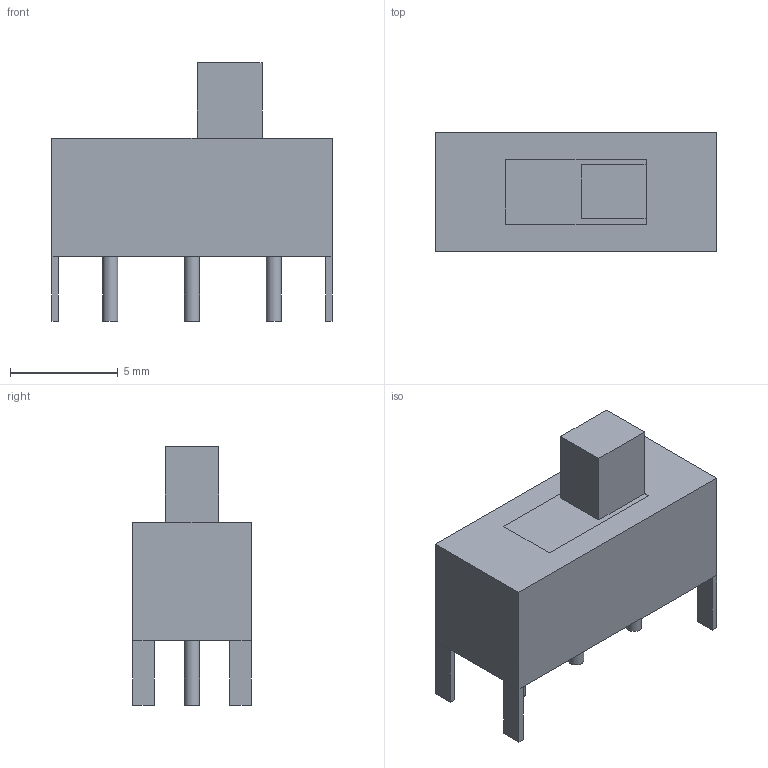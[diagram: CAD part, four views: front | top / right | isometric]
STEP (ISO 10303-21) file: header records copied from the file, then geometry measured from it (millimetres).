
FILE_DESCRIPTION(('FreeCAD Model'),'2;1');
FILE_NAME('pd9-2.step','2019-04-12T12:57:34',('Author'),(''), 'Open CASCADE STEP processor 7.3','FreeCAD','Unknown');
FILE_SCHEMA(('AUTOMOTIVE_DESIGN_CC2 { 1 2 10303 214 -1 1 5 4 }'));
Length unit declared in the file: millimetre
Products named in the file (3): Part; Body; Body001
Assembly tree (2 placements, depth 2):
  Part
    Body
    Body001
Bounding box: 13 x 5.5 x 12 mm (x, y, z)
Volume: 426.6 mm3; surface area: 513 mm2
Topology: 2 solids, 2 shells, 48 faces, 106 edges, 66 vertices
Faces by surface type: plane 45, cylinder 3
Full cylindrical faces by diameter (mm): 0.7 x3
Entity records: 2737 total; most frequent: CARTESIAN_POINT 453, DIRECTION 423, LINE 306, VECTOR 306, ORIENTED_EDGE 212, PCURVE 212, DEFINITIONAL_REPRESENTATION 212, EDGE_CURVE 106
